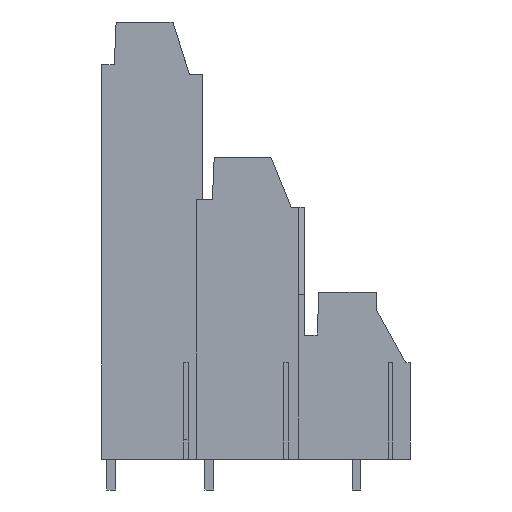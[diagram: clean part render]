
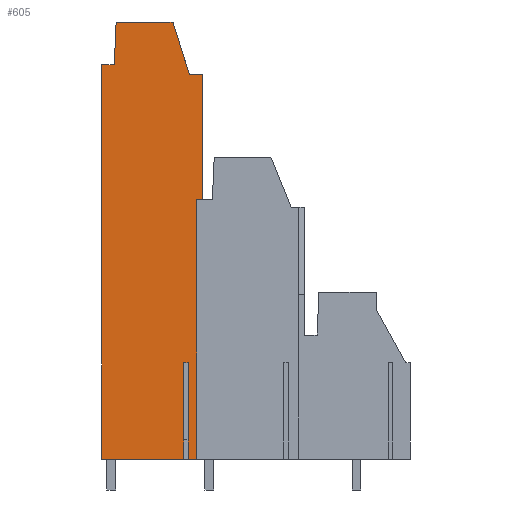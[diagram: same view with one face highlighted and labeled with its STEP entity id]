
A CAD part, left-side view. The second image highlights one B-rep face of the part: STEP entity #605.
In plain terms, the highlighted planar face has unit normal (-1, 0, 0).
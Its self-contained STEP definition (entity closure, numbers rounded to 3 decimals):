
#506=AXIS2_PLACEMENT_3D('Plane Axis2P3D',#503,#504,#505) ;
#109=CARTESIAN_POINT('Vertex',(2.5,30.488,48.47)) ;
#112=CARTESIAN_POINT('Line Origine',(2.5,41.393,48.47)) ;
#116=CARTESIAN_POINT('Vertex',(2.5,24.592,48.47)) ;
#477=CARTESIAN_POINT('Line Origine',(2.5,30.584,46.26)) ;
#481=CARTESIAN_POINT('Vertex',(2.5,30.681,44.05)) ;
#503=CARTESIAN_POINT('Axis2P3D Location',(2.5,21.84,31.2)) ;
#508=CARTESIAN_POINT('Line Origine',(2.5,22.131,25.835)) ;
#512=CARTESIAN_POINT('Vertex',(2.5,22.131,3.2)) ;
#514=CARTESIAN_POINT('Vertex',(2.5,22.131,30.05)) ;
#517=CARTESIAN_POINT('Line Origine',(2.5,26.745,30.05)) ;
#521=CARTESIAN_POINT('Vertex',(2.5,21.49,30.05)) ;
#524=CARTESIAN_POINT('Line Origine',(2.5,21.49,25.835)) ;
#528=CARTESIAN_POINT('Vertex',(2.5,21.49,43.)) ;
#531=CARTESIAN_POINT('Line Origine',(2.5,26.745,43.)) ;
#535=CARTESIAN_POINT('Vertex',(2.5,22.898,43.)) ;
#539=CARTESIAN_POINT('Control Point',(2.5,24.592,48.47)) ;
#540=CARTESIAN_POINT('Control Point',(2.5,22.898,43.)) ;
#542=CARTESIAN_POINT('Line Origine',(2.5,26.745,44.05)) ;
#546=CARTESIAN_POINT('Vertex',(2.5,32.,44.05)) ;
#549=CARTESIAN_POINT('Line Origine',(2.5,32.,25.835)) ;
#553=CARTESIAN_POINT('Vertex',(2.5,32.,3.2)) ;
#556=CARTESIAN_POINT('Line Origine',(2.5,26.745,3.2)) ;
#560=CARTESIAN_POINT('Vertex',(2.5,23.475,3.2)) ;
#563=CARTESIAN_POINT('Line Origine',(2.5,23.475,25.835)) ;
#567=CARTESIAN_POINT('Vertex',(2.5,23.475,13.2)) ;
#570=CARTESIAN_POINT('Line Origine',(2.5,26.745,13.2)) ;
#574=CARTESIAN_POINT('Vertex',(2.5,23.025,13.2)) ;
#577=CARTESIAN_POINT('Line Origine',(2.5,23.025,25.835)) ;
#581=CARTESIAN_POINT('Vertex',(2.5,23.025,3.2)) ;
#584=CARTESIAN_POINT('Line Origine',(2.5,26.745,3.2)) ;
#113=DIRECTION('Vector Direction',(0.,1.,0.)) ;
#478=DIRECTION('Vector Direction',(0.,0.044,-0.999)) ;
#504=DIRECTION('Axis2P3D Direction',(1.,0.,0.)) ;
#505=DIRECTION('Axis2P3D XDirection',(0.,1.,0.)) ;
#509=DIRECTION('Vector Direction',(0.,0.,1.)) ;
#518=DIRECTION('Vector Direction',(0.,1.,0.)) ;
#525=DIRECTION('Vector Direction',(0.,0.,1.)) ;
#532=DIRECTION('Vector Direction',(0.,1.,0.)) ;
#543=DIRECTION('Vector Direction',(0.,1.,0.)) ;
#550=DIRECTION('Vector Direction',(0.,0.,1.)) ;
#557=DIRECTION('Vector Direction',(0.,1.,0.)) ;
#564=DIRECTION('Vector Direction',(0.,0.,1.)) ;
#571=DIRECTION('Vector Direction',(0.,1.,0.)) ;
#578=DIRECTION('Vector Direction',(0.,0.,1.)) ;
#585=DIRECTION('Vector Direction',(0.,1.,0.)) ;
#114=VECTOR('Line Direction',#113,1.) ;
#479=VECTOR('Line Direction',#478,1.) ;
#510=VECTOR('Line Direction',#509,1.) ;
#519=VECTOR('Line Direction',#518,1.) ;
#526=VECTOR('Line Direction',#525,1.) ;
#533=VECTOR('Line Direction',#532,1.) ;
#544=VECTOR('Line Direction',#543,1.) ;
#551=VECTOR('Line Direction',#550,1.) ;
#558=VECTOR('Line Direction',#557,1.) ;
#565=VECTOR('Line Direction',#564,1.) ;
#572=VECTOR('Line Direction',#571,1.) ;
#579=VECTOR('Line Direction',#578,1.) ;
#586=VECTOR('Line Direction',#585,1.) ;
#590=ORIENTED_EDGE('',*,*,#516,.T.) ;
#591=ORIENTED_EDGE('',*,*,#523,.T.) ;
#592=ORIENTED_EDGE('',*,*,#530,.F.) ;
#593=ORIENTED_EDGE('',*,*,#537,.T.) ;
#594=ORIENTED_EDGE('',*,*,#541,.F.) ;
#595=ORIENTED_EDGE('',*,*,#118,.T.) ;
#596=ORIENTED_EDGE('',*,*,#483,.T.) ;
#597=ORIENTED_EDGE('',*,*,#548,.T.) ;
#598=ORIENTED_EDGE('',*,*,#555,.F.) ;
#599=ORIENTED_EDGE('',*,*,#562,.F.) ;
#600=ORIENTED_EDGE('',*,*,#569,.T.) ;
#601=ORIENTED_EDGE('',*,*,#576,.T.) ;
#602=ORIENTED_EDGE('',*,*,#583,.F.) ;
#603=ORIENTED_EDGE('',*,*,#588,.F.) ;
#605=ADVANCED_FACE('housing',(#604),#507,.F.) ;
#538=B_SPLINE_CURVE_WITH_KNOTS('',1,(#539,#540),.UNSPECIFIED.,.F.,.U.,(2,2),(-2.863,2.863),.UNSPECIFIED.) ;
#118=EDGE_CURVE('',#117,#110,#115,.T.) ;
#483=EDGE_CURVE('',#110,#482,#480,.T.) ;
#516=EDGE_CURVE('',#513,#515,#511,.T.) ;
#523=EDGE_CURVE('',#515,#522,#520,.F.) ;
#530=EDGE_CURVE('',#529,#522,#527,.F.) ;
#537=EDGE_CURVE('',#529,#536,#534,.T.) ;
#541=EDGE_CURVE('',#117,#536,#538,.T.) ;
#548=EDGE_CURVE('',#482,#547,#545,.T.) ;
#555=EDGE_CURVE('',#554,#547,#552,.T.) ;
#562=EDGE_CURVE('',#561,#554,#559,.T.) ;
#569=EDGE_CURVE('',#561,#568,#566,.T.) ;
#576=EDGE_CURVE('',#568,#575,#573,.F.) ;
#583=EDGE_CURVE('',#582,#575,#580,.T.) ;
#588=EDGE_CURVE('',#513,#582,#587,.T.) ;
#589=EDGE_LOOP('',(#590,#591,#592,#593,#594,#595,#596,#597,#598,#599,#600,#601,#602,#603)) ;
#604=FACE_OUTER_BOUND('',#589,.T.) ;
#115=LINE('Line',#112,#114) ;
#480=LINE('Line',#477,#479) ;
#511=LINE('Line',#508,#510) ;
#520=LINE('Line',#517,#519) ;
#527=LINE('Line',#524,#526) ;
#534=LINE('Line',#531,#533) ;
#545=LINE('Line',#542,#544) ;
#552=LINE('Line',#549,#551) ;
#559=LINE('Line',#556,#558) ;
#566=LINE('Line',#563,#565) ;
#573=LINE('Line',#570,#572) ;
#580=LINE('Line',#577,#579) ;
#587=LINE('Line',#584,#586) ;
#507=PLANE('',#506) ;
#110=VERTEX_POINT('',#109) ;
#117=VERTEX_POINT('',#116) ;
#482=VERTEX_POINT('',#481) ;
#513=VERTEX_POINT('',#512) ;
#515=VERTEX_POINT('',#514) ;
#522=VERTEX_POINT('',#521) ;
#529=VERTEX_POINT('',#528) ;
#536=VERTEX_POINT('',#535) ;
#547=VERTEX_POINT('',#546) ;
#554=VERTEX_POINT('',#553) ;
#561=VERTEX_POINT('',#560) ;
#568=VERTEX_POINT('',#567) ;
#575=VERTEX_POINT('',#574) ;
#582=VERTEX_POINT('',#581) ;
